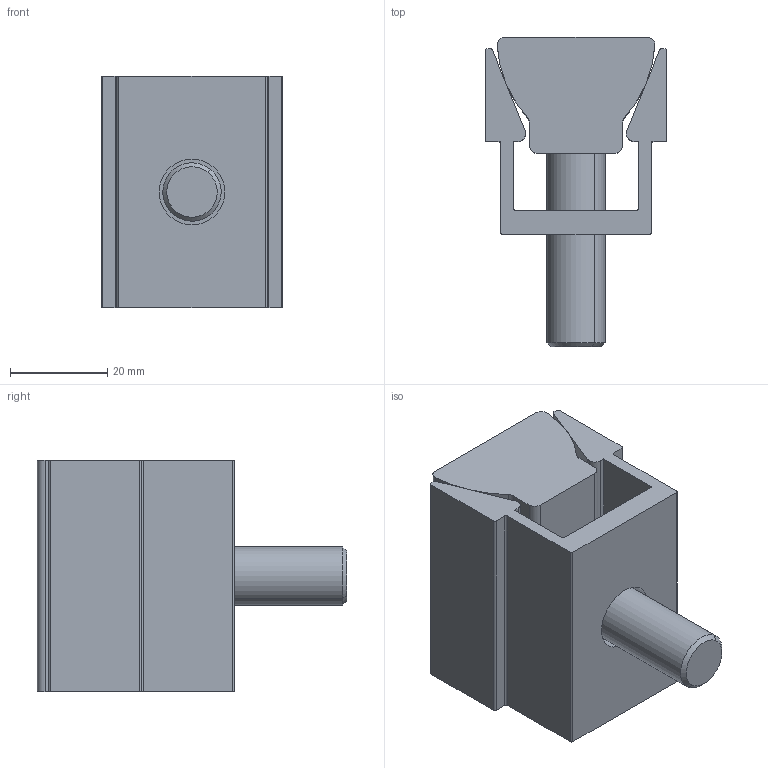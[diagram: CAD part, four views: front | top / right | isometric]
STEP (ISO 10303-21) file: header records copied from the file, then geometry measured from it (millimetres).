
FILE_DESCRIPTION (( 'STEP AP203' ), '1' );
FILE_NAME ('MiteeBite-81500.STEP', '2016-06-23T16:01:27', ( 'tkrafton' ), ( 'Microsoft' ), 'SwSTEP 2.0', 'SolidWorks 2016', '' );
FILE_SCHEMA (( 'CONFIG_CONTROL_DESIGN' ));
Length unit declared in the file: inch
Products named in the file (4): SW3dPS-81500_60340; SW3dPS-81500_60240; SW3dPS-81500_Socket Head Cap Screw_AI; MiteeBite-81500
Assembly tree (3 placements, depth 2):
  MiteeBite-81500
    SW3dPS-81500_60340
    SW3dPS-81500_60240
    SW3dPS-81500_Socket Head Cap Screw_AI
Bounding box: 37.34 x 63.5 x 47.62 mm (x, y, z)
Volume: 51576.1 mm3; surface area: 21256.6 mm2
Topology: 3 solids, 3 shells, 80 faces, 204 edges, 131 vertices
Faces by surface type: plane 40, cylinder 34, cone 6
Entity records: 2846 total; most frequent: DIRECTION 452, CARTESIAN_POINT 419, ORIENTED_EDGE 404, EDGE_CURVE 202, AXIS2_PLACEMENT_3D 164, VERTEX_POINT 131, VECTOR 124, LINE 124
